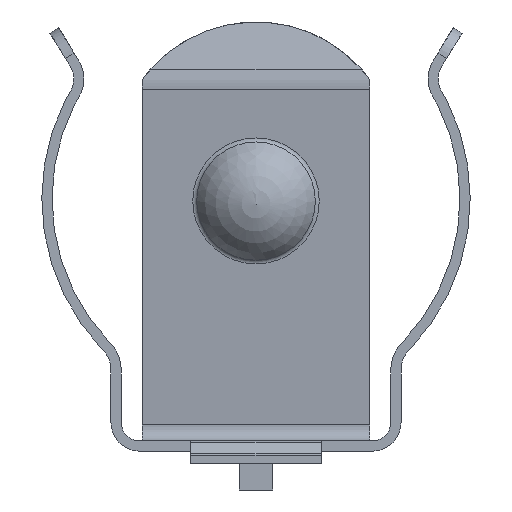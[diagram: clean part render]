
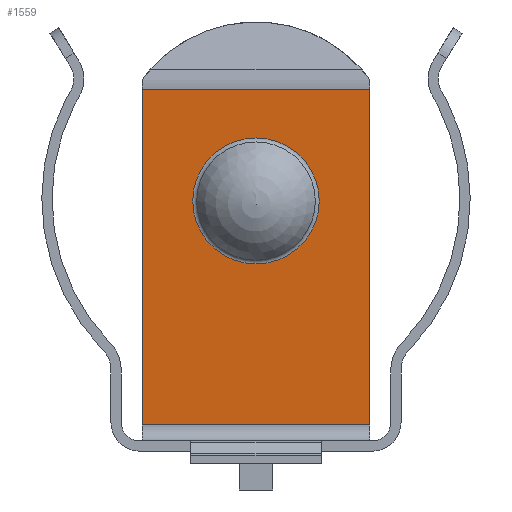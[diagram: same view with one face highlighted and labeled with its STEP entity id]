
A CAD part, front view. The second image highlights one B-rep face of the part: STEP entity #1559.
In plain terms, the highlighted planar face has unit normal (0, -0.996, -0.087).
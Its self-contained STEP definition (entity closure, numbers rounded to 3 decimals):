
#31=CIRCLE('',#1664,2.47);
#158=ORIENTED_EDGE('',*,*,#630,.T.);
#159=ORIENTED_EDGE('',*,*,#631,.F.);
#160=ORIENTED_EDGE('',*,*,#632,.F.);
#161=ORIENTED_EDGE('',*,*,#633,.T.);
#162=ORIENTED_EDGE('',*,*,#634,.T.);
#630=EDGE_CURVE('',#865,#865,#31,.F.);
#631=EDGE_CURVE('',#866,#867,#1022,.T.);
#632=EDGE_CURVE('',#868,#866,#1023,.T.);
#633=EDGE_CURVE('',#868,#869,#1024,.T.);
#634=EDGE_CURVE('',#869,#867,#1025,.T.);
#865=VERTEX_POINT('',#2361);
#866=VERTEX_POINT('',#2363);
#867=VERTEX_POINT('',#2364);
#868=VERTEX_POINT('',#2366);
#869=VERTEX_POINT('',#2368);
#1022=LINE('',#2362,#1182);
#1023=LINE('',#2365,#1183);
#1024=LINE('',#2367,#1184);
#1025=LINE('',#2369,#1185);
#1182=VECTOR('',#1861,1000.);
#1183=VECTOR('',#1862,1000.);
#1184=VECTOR('',#1863,1000.);
#1185=VECTOR('',#1864,1000.);
#1322=EDGE_LOOP('',(#158));
#1323=EDGE_LOOP('',(#159,#160,#161,#162));
#1416=FACE_BOUND('',#1322,.T.);
#1417=FACE_BOUND('',#1323,.T.);
#1508=PLANE('',#1663);
#1559=ADVANCED_FACE('',(#1416,#1417),#1508,.T.);
#1663=AXIS2_PLACEMENT_3D('',#2359,#1857,#1858);
#1664=AXIS2_PLACEMENT_3D('',#2360,#1859,#1860);
#1857=DIRECTION('',(0.,-0.996,-0.087));
#1858=DIRECTION('',(0.,0.087,-0.996));
#1859=DIRECTION('',(0.,-0.996,-0.087));
#1860=DIRECTION('',(0.,0.087,-0.996));
#1861=DIRECTION('',(0.,-0.087,0.996));
#1862=DIRECTION('',(-1.,0.,0.));
#1863=DIRECTION('',(0.,-0.087,0.996));
#1864=DIRECTION('',(-1.,0.,0.));
#2359=CARTESIAN_POINT('',(4.445,7.956,-14.3));
#2360=CARTESIAN_POINT('',(0.,7.188,-5.551));
#2361=CARTESIAN_POINT('',(0.,7.404,-8.012));
#2362=CARTESIAN_POINT('',(-4.445,7.956,-14.3));
#2363=CARTESIAN_POINT('',(-4.445,7.956,-14.3));
#2364=CARTESIAN_POINT('',(-4.445,6.805,-1.186));
#2365=CARTESIAN_POINT('',(4.445,7.956,-14.3));
#2366=CARTESIAN_POINT('',(4.445,7.956,-14.3));
#2367=CARTESIAN_POINT('',(4.445,7.956,-14.3));
#2368=CARTESIAN_POINT('',(4.445,6.805,-1.186));
#2369=CARTESIAN_POINT('',(4.445,6.805,-1.186));
